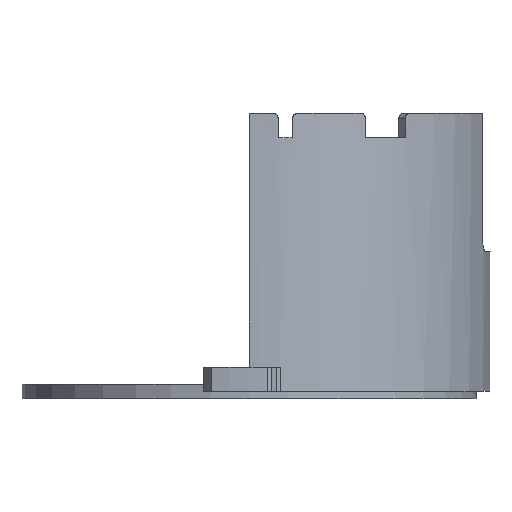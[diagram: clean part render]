
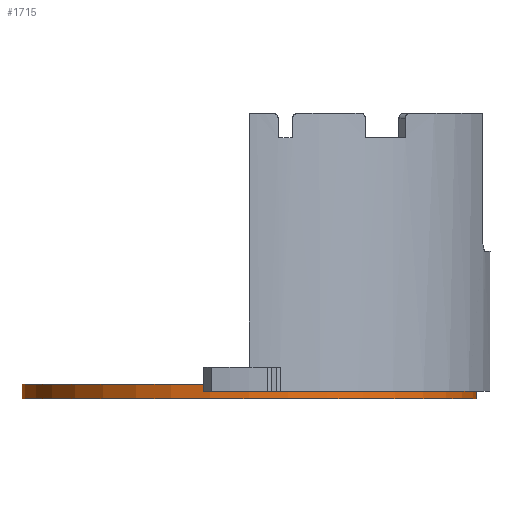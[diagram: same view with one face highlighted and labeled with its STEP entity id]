
A CAD part, left-side view. The second image highlights one B-rep face of the part: STEP entity #1715.
In plain terms, the highlighted cylindrical face has radius 47 mm (diameter 94 mm), a partial arc.
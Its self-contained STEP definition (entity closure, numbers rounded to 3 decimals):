
#133 = DIRECTION ( 'NONE',  ( 0., 1., 0. ) ) ;
#298 = CARTESIAN_POINT ( 'NONE',  ( 0., 1.5, 47. ) ) ;
#361 = AXIS2_PLACEMENT_3D ( 'NONE', #1280, #1764, #1052 ) ;
#402 = EDGE_LOOP ( 'NONE', ( #1467, #845, #932, #3198 ) ) ;
#578 = CIRCLE ( 'NONE', #1258, 47. ) ;
#671 = CARTESIAN_POINT ( 'NONE',  ( 0., 1.5, 0. ) ) ;
#675 = CARTESIAN_POINT ( 'NONE',  ( 0., 1.5, -47. ) ) ;
#745 = LINE ( 'NONE', #1661, #1966 ) ;
#807 = VERTEX_POINT ( 'NONE', #2615 ) ;
#845 = ORIENTED_EDGE ( 'NONE', *, *, #2504, .F. ) ;
#904 = VERTEX_POINT ( 'NONE', #298 ) ;
#930 = CARTESIAN_POINT ( 'NONE',  ( 0., 1.5, -47. ) ) ;
#932 = ORIENTED_EDGE ( 'NONE', *, *, #2499, .T. ) ;
#938 = DIRECTION ( 'NONE',  ( 0., 0., 1. ) ) ;
#1052 = DIRECTION ( 'NONE',  ( 0., 0., -1. ) ) ;
#1181 = DIRECTION ( 'NONE',  ( 0., -1., 0. ) ) ;
#1258 = AXIS2_PLACEMENT_3D ( 'NONE', #1678, #133, #1899 ) ;
#1262 = AXIS2_PLACEMENT_3D ( 'NONE', #671, #2331, #938 ) ;
#1280 = CARTESIAN_POINT ( 'NONE',  ( 0., 1.5, 0. ) ) ;
#1341 = LINE ( 'NONE', #930, #1890 ) ;
#1467 = ORIENTED_EDGE ( 'NONE', *, *, #2489, .F. ) ;
#1589 = CARTESIAN_POINT ( 'NONE',  ( 0., -1.5, -47. ) ) ;
#1661 = CARTESIAN_POINT ( 'NONE',  ( 0., 1.5, 47. ) ) ;
#1678 = CARTESIAN_POINT ( 'NONE',  ( 0., -1.5, 0. ) ) ;
#1688 = CYLINDRICAL_SURFACE ( 'NONE', #361, 47. ) ;
#1715 = ADVANCED_FACE ( 'NONE', ( #1824 ), #1688, .T. ) ;
#1764 = DIRECTION ( 'NONE',  ( 0., -1., 0. ) ) ;
#1824 = FACE_OUTER_BOUND ( 'NONE', #402, .T. ) ;
#1882 = DIRECTION ( 'NONE',  ( 0., -1., 0. ) ) ;
#1890 = VECTOR ( 'NONE', #1181, 1000. ) ;
#1899 = DIRECTION ( 'NONE',  ( 0., 0., 1. ) ) ;
#1966 = VECTOR ( 'NONE', #1882, 1000. ) ;
#2183 = VERTEX_POINT ( 'NONE', #675 ) ;
#2331 = DIRECTION ( 'NONE',  ( 0., 1., 0. ) ) ;
#2489 = EDGE_CURVE ( 'NONE', #904, #807, #745, .T. ) ;
#2499 = EDGE_CURVE ( 'NONE', #2183, #2920, #1341, .T. ) ;
#2504 = EDGE_CURVE ( 'NONE', #2183, #904, #2510, .T. ) ;
#2509 = EDGE_CURVE ( 'NONE', #2920, #807, #578, .T. ) ;
#2510 = CIRCLE ( 'NONE', #1262, 47. ) ;
#2615 = CARTESIAN_POINT ( 'NONE',  ( 0., -1.5, 47. ) ) ;
#2920 = VERTEX_POINT ( 'NONE', #1589 ) ;
#3198 = ORIENTED_EDGE ( 'NONE', *, *, #2509, .T. ) ;
